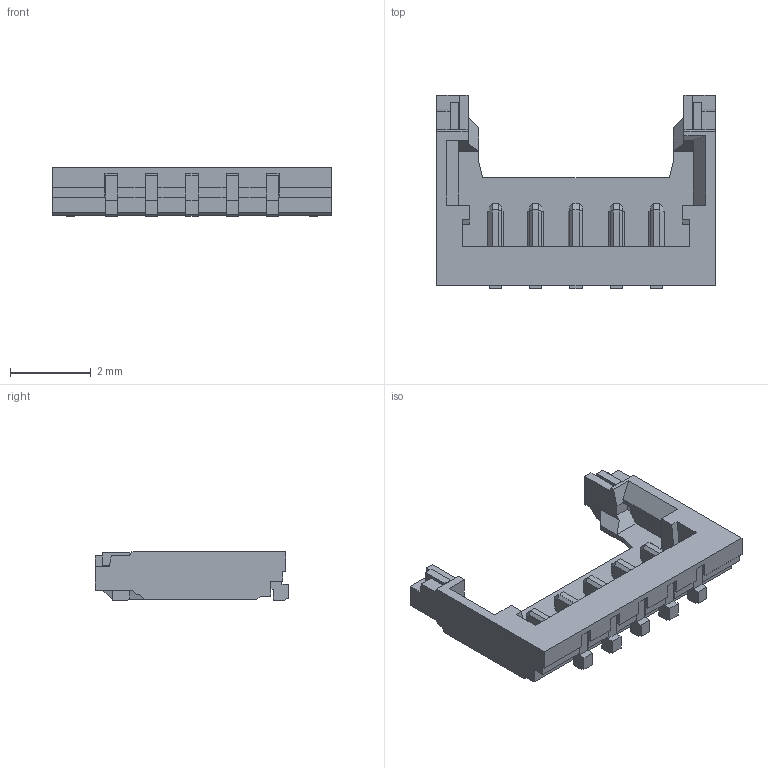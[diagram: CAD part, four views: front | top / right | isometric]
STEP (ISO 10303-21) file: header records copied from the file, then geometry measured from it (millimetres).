
FILE_DESCRIPTION(/* description */ (''),/* implementation_level */ '2;1');
FILE_NAME(/* name */ 'CON_2121340005.step',/* time_stamp */ '2023-07-07T00:31:23+02:00',/* author */ (''),/* organization */ (''),/* preprocessor_version */ 'ST-DEVELOPER v19.2',/* originating_system */ 'Autodesk Translation Framework v12.6.0.85',/* authorisation */ '');
FILE_SCHEMA (('AUTOMOTIVE_DESIGN { 1 0 10303 214 3 1 1 }'));
Length unit declared in the file: millimetre
Products named in the file (1): CON_2121340005
Bounding box: 6.9 x 4.79 x 1.2 mm (x, y, z)
Volume: 13.8 mm3; surface area: 100.5 mm2
Topology: 1 solids, 1 shells, 330 faces, 935 edges, 603 vertices
Faces by surface type: plane 318, cylinder 12
Entity records: 10703 total; most frequent: ORIENTED_EDGE 1870, CARTESIAN_POINT 1869, DIRECTION 1621, EDGE_CURVE 935, LINE 911, VECTOR 911, VERTEX_POINT 603, AXIS2_PLACEMENT_3D 355
